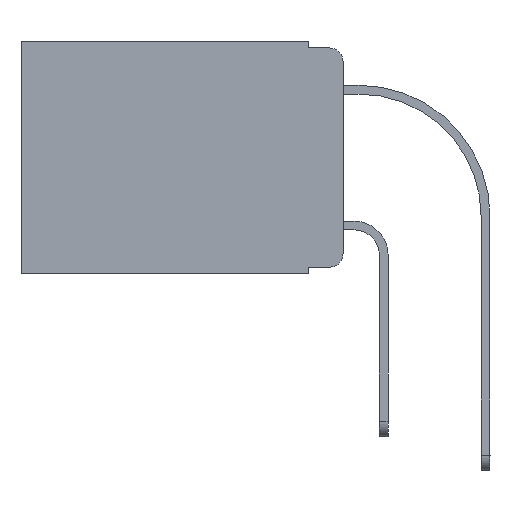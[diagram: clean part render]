
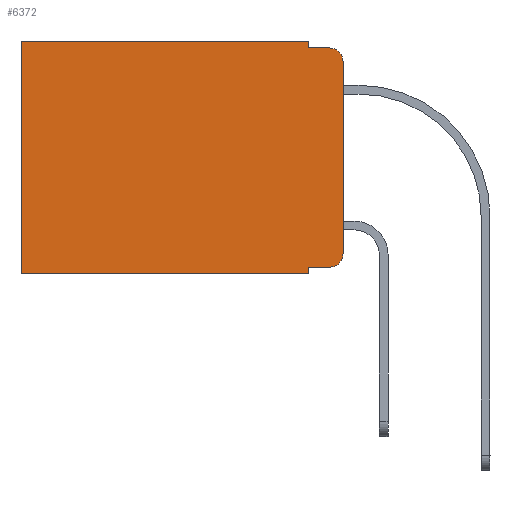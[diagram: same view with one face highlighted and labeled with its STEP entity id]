
A CAD part, left-side view. The second image highlights one B-rep face of the part: STEP entity #6372.
In plain terms, the highlighted planar face has unit normal (-1, 0, 0).
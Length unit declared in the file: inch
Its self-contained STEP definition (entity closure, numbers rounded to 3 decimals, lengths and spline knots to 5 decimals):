
#411 = CIRCLE ( 'NONE', #14409, 0.02 ) ;
#498 = CARTESIAN_POINT ( 'NONE',  ( 0.298, 0.051, -0.01 ) ) ;
#1271 = DIRECTION ( 'NONE',  ( 0., 1., 0. ) ) ;
#1380 = VECTOR ( 'NONE', #5360, 39.37008 ) ;
#1421 = CARTESIAN_POINT ( 'NONE',  ( 0.298, 0., 0. ) ) ;
#1559 = VERTEX_POINT ( 'NONE', #2465 ) ;
#1575 = EDGE_CURVE ( 'NONE', #14402, #13720, #6980, .T. ) ;
#1977 = ORIENTED_EDGE ( 'NONE', *, *, #1575, .T. ) ;
#1994 = DIRECTION ( 'NONE',  ( 0., 0., -1. ) ) ;
#2040 = LINE ( 'NONE', #7452, #19178 ) ;
#2235 = EDGE_LOOP ( 'NONE', ( #11251, #1977, #3094, #2993, #4382, #7877, #9644, #12642, #11506, #7191 ) ) ;
#2364 = DIRECTION ( 'NONE',  ( 0., 0., -1. ) ) ;
#2465 = CARTESIAN_POINT ( 'NONE',  ( 0.298, 0.051, -0.343 ) ) ;
#2479 = DIRECTION ( 'NONE',  ( 0., 0., -1. ) ) ;
#2613 = VECTOR ( 'NONE', #11979, 39.37008 ) ;
#2846 = PLANE ( 'NONE',  #18334 ) ;
#2868 = CARTESIAN_POINT ( 'NONE',  ( 0.298, 0.051, -0.333 ) ) ;
#2880 = EDGE_CURVE ( 'NONE', #13595, #6148, #5854, .T. ) ;
#2993 = ORIENTED_EDGE ( 'NONE', *, *, #13579, .F. ) ;
#3094 = ORIENTED_EDGE ( 'NONE', *, *, #5966, .F. ) ;
#3455 = VECTOR ( 'NONE', #1271, 39.37008 ) ;
#3529 = CARTESIAN_POINT ( 'NONE',  ( 0.298, 0., -0.343 ) ) ;
#3698 = CARTESIAN_POINT ( 'NONE',  ( 0.298, 0.02, -0.313 ) ) ;
#3896 = CARTESIAN_POINT ( 'NONE',  ( 0.298, 0.02, -0.03 ) ) ;
#4032 = VERTEX_POINT ( 'NONE', #17325 ) ;
#4382 = ORIENTED_EDGE ( 'NONE', *, *, #2880, .T. ) ;
#4553 = EDGE_CURVE ( 'NONE', #4032, #16731, #411, .T. ) ;
#4576 = CARTESIAN_POINT ( 'NONE',  ( 0.298, 0.473, 0. ) ) ;
#5360 = DIRECTION ( 'NONE',  ( 0., -1., 0. ) ) ;
#5462 = LINE ( 'NONE', #6889, #1380 ) ;
#5644 = LINE ( 'NONE', #15240, #16601 ) ;
#5715 = DIRECTION ( 'NONE',  ( 0., 0., -1. ) ) ;
#5854 = LINE ( 'NONE', #17900, #3455 ) ;
#5907 = FACE_OUTER_BOUND ( 'NONE', #2235, .T. ) ;
#5966 = EDGE_CURVE ( 'NONE', #19696, #13720, #5462, .T. ) ;
#6148 = VERTEX_POINT ( 'NONE', #13062 ) ;
#6334 = VECTOR ( 'NONE', #1994, 39.37008 ) ;
#6372 = ADVANCED_FACE ( 'NONE', ( #5907 ), #2846, .F. ) ;
#6603 = LINE ( 'NONE', #3529, #15828 ) ;
#6650 = CARTESIAN_POINT ( 'NONE',  ( 0.298, 0., -0.03 ) ) ;
#6889 = CARTESIAN_POINT ( 'NONE',  ( 0.298, 0.051, -0.01 ) ) ;
#6980 = CIRCLE ( 'NONE', #16764, 0.02 ) ;
#7101 = LINE ( 'NONE', #13333, #6334 ) ;
#7191 = ORIENTED_EDGE ( 'NONE', *, *, #4553, .T. ) ;
#7201 = CARTESIAN_POINT ( 'NONE',  ( 0.298, 0.02, -0.01 ) ) ;
#7452 = CARTESIAN_POINT ( 'NONE',  ( 0.298, 0.051, 0. ) ) ;
#7877 = ORIENTED_EDGE ( 'NONE', *, *, #15298, .T. ) ;
#8195 = DIRECTION ( 'NONE',  ( 0., 0., -1. ) ) ;
#9082 = DIRECTION ( 'NONE',  ( 1., 0., 0. ) ) ;
#9644 = ORIENTED_EDGE ( 'NONE', *, *, #17089, .F. ) ;
#10025 = DIRECTION ( 'NONE',  ( -1., 0., 0. ) ) ;
#11251 = ORIENTED_EDGE ( 'NONE', *, *, #17758, .F. ) ;
#11436 = CARTESIAN_POINT ( 'NONE',  ( 0.298, 0., -0.313 ) ) ;
#11506 = ORIENTED_EDGE ( 'NONE', *, *, #16018, .T. ) ;
#11524 = EDGE_CURVE ( 'NONE', #14044, #1559, #2040, .T. ) ;
#11979 = DIRECTION ( 'NONE',  ( 0., -1., 0. ) ) ;
#12642 = ORIENTED_EDGE ( 'NONE', *, *, #11524, .F. ) ;
#12939 = VECTOR ( 'NONE', #15508, 39.37008 ) ;
#13062 = CARTESIAN_POINT ( 'NONE',  ( 0.298, 0.473, 0. ) ) ;
#13232 = CARTESIAN_POINT ( 'NONE',  ( 0.298, 0.051, 0. ) ) ;
#13333 = CARTESIAN_POINT ( 'NONE',  ( 0.298, 0.051, 0. ) ) ;
#13579 = EDGE_CURVE ( 'NONE', #13595, #19696, #7101, .T. ) ;
#13595 = VERTEX_POINT ( 'NONE', #13232 ) ;
#13720 = VERTEX_POINT ( 'NONE', #7201 ) ;
#14044 = VERTEX_POINT ( 'NONE', #15038 ) ;
#14234 = CARTESIAN_POINT ( 'NONE',  ( 0.298, 0.473, -0.343 ) ) ;
#14353 = DIRECTION ( 'NONE',  ( 0., 1., 0. ) ) ;
#14402 = VERTEX_POINT ( 'NONE', #6650 ) ;
#14409 = AXIS2_PLACEMENT_3D ( 'NONE', #3698, #17202, #8195 ) ;
#15038 = CARTESIAN_POINT ( 'NONE',  ( 0.298, 0.051, -0.333 ) ) ;
#15240 = CARTESIAN_POINT ( 'NONE',  ( 0.298, 0., 0. ) ) ;
#15298 = EDGE_CURVE ( 'NONE', #6148, #16308, #18563, .T. ) ;
#15304 = DIRECTION ( 'NONE',  ( 0., 0., -1. ) ) ;
#15508 = DIRECTION ( 'NONE',  ( 0., 0., -1. ) ) ;
#15828 = VECTOR ( 'NONE', #14353, 39.37008 ) ;
#16018 = EDGE_CURVE ( 'NONE', #14044, #4032, #16860, .T. ) ;
#16308 = VERTEX_POINT ( 'NONE', #14234 ) ;
#16601 = VECTOR ( 'NONE', #2479, 39.37008 ) ;
#16731 = VERTEX_POINT ( 'NONE', #11436 ) ;
#16764 = AXIS2_PLACEMENT_3D ( 'NONE', #3896, #10025, #2364 ) ;
#16860 = LINE ( 'NONE', #2868, #2613 ) ;
#17089 = EDGE_CURVE ( 'NONE', #1559, #16308, #6603, .T. ) ;
#17202 = DIRECTION ( 'NONE',  ( -1., 0., 0. ) ) ;
#17325 = CARTESIAN_POINT ( 'NONE',  ( 0.298, 0.02, -0.333 ) ) ;
#17758 = EDGE_CURVE ( 'NONE', #14402, #16731, #5644, .T. ) ;
#17900 = CARTESIAN_POINT ( 'NONE',  ( 0.298, 0., 0. ) ) ;
#18334 = AXIS2_PLACEMENT_3D ( 'NONE', #1421, #9082, #15304 ) ;
#18563 = LINE ( 'NONE', #4576, #12939 ) ;
#19178 = VECTOR ( 'NONE', #5715, 39.37008 ) ;
#19696 = VERTEX_POINT ( 'NONE', #498 ) ;
